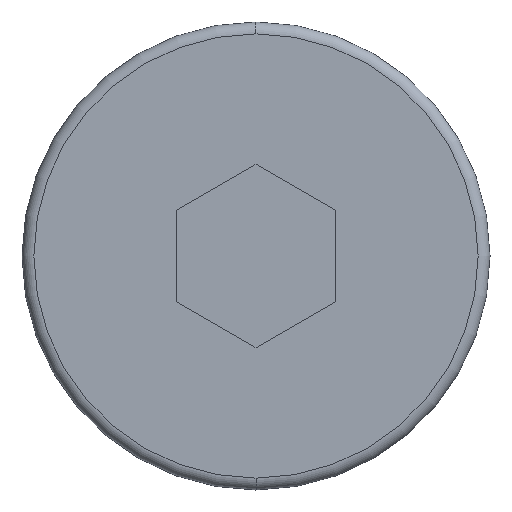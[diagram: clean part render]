
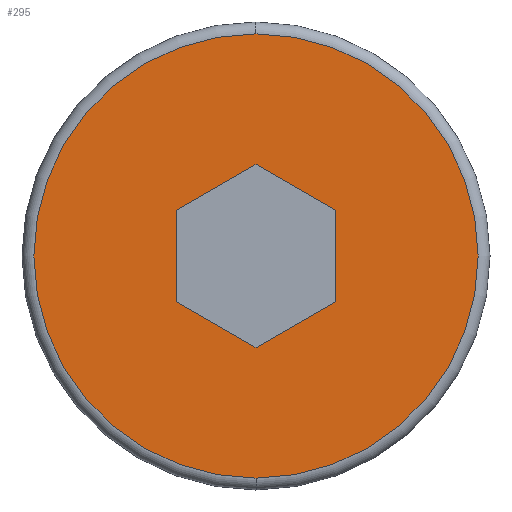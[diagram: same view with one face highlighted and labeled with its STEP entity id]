
A CAD part, left-side view. The second image highlights one B-rep face of the part: STEP entity #295.
In plain terms, the highlighted planar face has unit normal (-1, 0, 0).
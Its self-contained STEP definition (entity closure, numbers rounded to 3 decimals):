
#8 = EDGE_LOOP ( 'NONE', ( #374, #502, #557, #561, #241, #34 ) ) ;
#22 = CARTESIAN_POINT ( 'NONE',  ( 0., -2., -1.155 ) ) ;
#34 = ORIENTED_EDGE ( 'NONE', *, *, #510, .F. ) ;
#42 = LINE ( 'NONE', #303, #94 ) ;
#56 = CIRCLE ( 'NONE', #450, 5.6 ) ;
#61 = VERTEX_POINT ( 'NONE', #302 ) ;
#62 = ORIENTED_EDGE ( 'NONE', *, *, #474, .T. ) ;
#86 = FACE_OUTER_BOUND ( 'NONE', #523, .T. ) ;
#94 = VECTOR ( 'NONE', #307, 1000. ) ;
#113 = CARTESIAN_POINT ( 'NONE',  ( 0., 0., -2.309 ) ) ;
#118 = LINE ( 'NONE', #396, #349 ) ;
#120 = CARTESIAN_POINT ( 'NONE',  ( 0., 0., 0. ) ) ;
#126 = DIRECTION ( 'NONE',  ( 0., 0., -1. ) ) ;
#137 = VECTOR ( 'NONE', #451, 1000. ) ;
#140 = VERTEX_POINT ( 'NONE', #168 ) ;
#142 = EDGE_CURVE ( 'NONE', #193, #143, #165, .T. ) ;
#143 = VERTEX_POINT ( 'NONE', #469 ) ;
#165 = LINE ( 'NONE', #516, #544 ) ;
#168 = CARTESIAN_POINT ( 'NONE',  ( 0., 2., 1.155 ) ) ;
#176 = CARTESIAN_POINT ( 'NONE',  ( 0., 0., 0. ) ) ;
#193 = VERTEX_POINT ( 'NONE', #22 ) ;
#200 = EDGE_CURVE ( 'NONE', #140, #291, #118, .T. ) ;
#205 = DIRECTION ( 'NONE',  ( 0., 0., -1. ) ) ;
#209 = LINE ( 'NONE', #113, #220 ) ;
#220 = VECTOR ( 'NONE', #441, 1000. ) ;
#222 = CARTESIAN_POINT ( 'NONE',  ( 0., -2., 1.155 ) ) ;
#226 = FACE_BOUND ( 'NONE', #8, .T. ) ;
#241 = ORIENTED_EDGE ( 'NONE', *, *, #529, .F. ) ;
#261 = CARTESIAN_POINT ( 'NONE',  ( 0., 0., 2.309 ) ) ;
#267 = CARTESIAN_POINT ( 'NONE',  ( 0., 0., 0. ) ) ;
#291 = VERTEX_POINT ( 'NONE', #490 ) ;
#293 = CARTESIAN_POINT ( 'NONE',  ( 0., 2., -1.155 ) ) ;
#295 = ADVANCED_FACE ( 'NONE', ( #86, #226 ), #360, .F. ) ;
#302 = CARTESIAN_POINT ( 'NONE',  ( 0., 0., 5.6 ) ) ;
#303 = CARTESIAN_POINT ( 'NONE',  ( 0., 0., 2.309 ) ) ;
#307 = DIRECTION ( 'NONE',  ( 0., 0.866, -0.5 ) ) ;
#340 = DIRECTION ( 'NONE',  ( 0., 0., 1. ) ) ;
#344 = VERTEX_POINT ( 'NONE', #538 ) ;
#346 = DIRECTION ( 'NONE',  ( 0., 0., -1. ) ) ;
#347 = EDGE_CURVE ( 'NONE', #457, #61, #56, .T. ) ;
#349 = VECTOR ( 'NONE', #562, 1000. ) ;
#351 = DIRECTION ( 'NONE',  ( -1., 0., 0. ) ) ;
#352 = DIRECTION ( 'NONE',  ( 1., 0., 0. ) ) ;
#356 = EDGE_CURVE ( 'NONE', #573, #140, #42, .T. ) ;
#360 = PLANE ( 'NONE',  #553 ) ;
#374 = ORIENTED_EDGE ( 'NONE', *, *, #200, .F. ) ;
#375 = CARTESIAN_POINT ( 'NONE',  ( 0., 0., -5.6 ) ) ;
#377 = EDGE_CURVE ( 'NONE', #143, #573, #501, .T. ) ;
#396 = CARTESIAN_POINT ( 'NONE',  ( 0., 2., 1.155 ) ) ;
#400 = LINE ( 'NONE', #293, #475 ) ;
#403 = CIRCLE ( 'NONE', #585, 5.6 ) ;
#441 = DIRECTION ( 'NONE',  ( 0., -0.866, 0.5 ) ) ;
#444 = ORIENTED_EDGE ( 'NONE', *, *, #347, .T. ) ;
#447 = DIRECTION ( 'NONE',  ( -1., 0., 0. ) ) ;
#450 = AXIS2_PLACEMENT_3D ( 'NONE', #267, #447, #126 ) ;
#451 = DIRECTION ( 'NONE',  ( 0., 0.866, 0.5 ) ) ;
#457 = VERTEX_POINT ( 'NONE', #375 ) ;
#469 = CARTESIAN_POINT ( 'NONE',  ( 0., -2., 1.155 ) ) ;
#474 = EDGE_CURVE ( 'NONE', #61, #457, #403, .T. ) ;
#475 = VECTOR ( 'NONE', #484, 1000. ) ;
#484 = DIRECTION ( 'NONE',  ( 0., -0.866, -0.5 ) ) ;
#490 = CARTESIAN_POINT ( 'NONE',  ( 0., 2., -1.155 ) ) ;
#501 = LINE ( 'NONE', #222, #137 ) ;
#502 = ORIENTED_EDGE ( 'NONE', *, *, #356, .F. ) ;
#510 = EDGE_CURVE ( 'NONE', #291, #344, #400, .T. ) ;
#516 = CARTESIAN_POINT ( 'NONE',  ( 0., -2., -1.155 ) ) ;
#523 = EDGE_LOOP ( 'NONE', ( #444, #62 ) ) ;
#529 = EDGE_CURVE ( 'NONE', #344, #193, #209, .T. ) ;
#538 = CARTESIAN_POINT ( 'NONE',  ( 0., 0., -2.309 ) ) ;
#544 = VECTOR ( 'NONE', #340, 1000. ) ;
#553 = AXIS2_PLACEMENT_3D ( 'NONE', #176, #352, #346 ) ;
#557 = ORIENTED_EDGE ( 'NONE', *, *, #377, .F. ) ;
#561 = ORIENTED_EDGE ( 'NONE', *, *, #142, .F. ) ;
#562 = DIRECTION ( 'NONE',  ( 0., 0., -1. ) ) ;
#573 = VERTEX_POINT ( 'NONE', #261 ) ;
#585 = AXIS2_PLACEMENT_3D ( 'NONE', #120, #351, #205 ) ;
